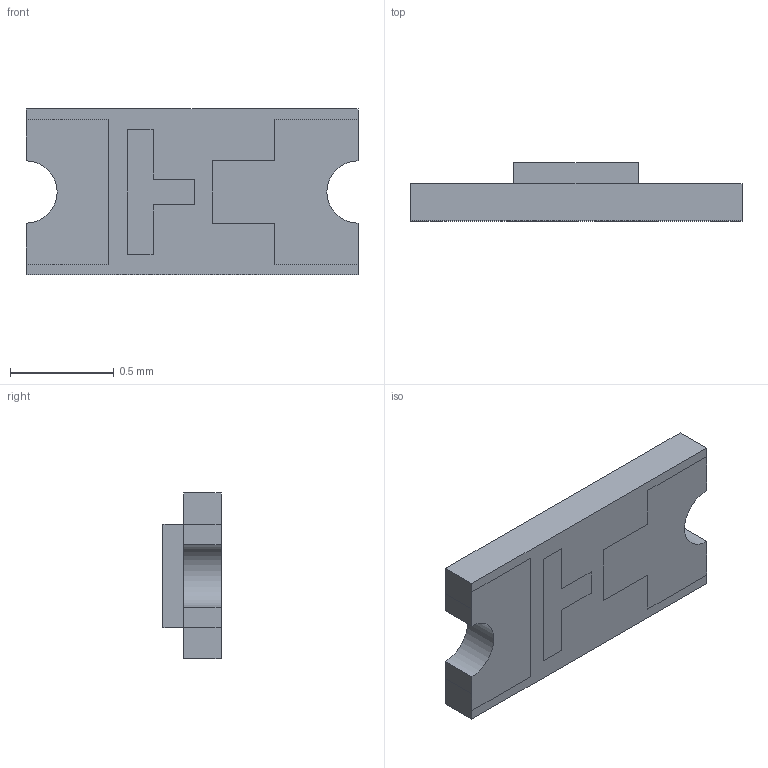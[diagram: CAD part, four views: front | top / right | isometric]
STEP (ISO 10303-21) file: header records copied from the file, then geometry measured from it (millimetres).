
FILE_DESCRIPTION(('FreeCAD Model'),'2;1');
FILE_NAME('Fusion.step', '2017-05-05T10:25:49',('kicad StepUp'),('ksu MCAD'), 'Open CASCADE STEP processor 7.1','FreeCAD','Unknown');
FILE_SCHEMA(('AUTOMOTIVE_DESIGN_CC2 { 1 2 10303 214 -1 1 5 4 }'));
Length unit declared in the file: millimetre
Products named in the file (1): Fusion
Bounding box: 1.6 x 0.28 x 0.8 mm (x, y, z)
Volume: 0.2 mm3; surface area: 3.6 mm2
Topology: 1 solids, 1 shells, 24 faces, 76 edges, 56 vertices
Faces by surface type: plane 22, cylinder 2
Entity records: 1035 total; most frequent: CARTESIAN_POINT 157, ORIENTED_EDGE 152, DIRECTION 130, EDGE_CURVE 76, LINE 72, VECTOR 72, VERTEX_POINT 56, AXIS2_PLACEMENT_3D 29
